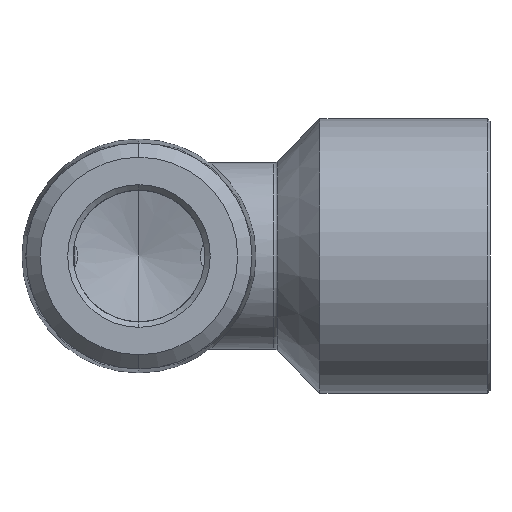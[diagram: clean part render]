
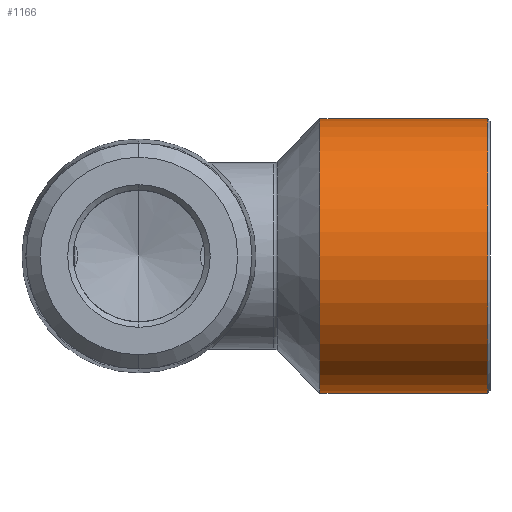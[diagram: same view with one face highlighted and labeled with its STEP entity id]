
A CAD part, front view. The second image highlights one B-rep face of the part: STEP entity #1166.
In plain terms, the highlighted cylindrical face has radius 12.5 mm (diameter 25 mm), a partial arc.
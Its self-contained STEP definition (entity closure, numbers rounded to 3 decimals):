
#56 = CARTESIAN_POINT ( 'NONE',  ( -4.963, 0., -12.5 ) ) ;
#57 = DIRECTION ( 'NONE',  ( -1., 0., 0. ) ) ;
#61 = CARTESIAN_POINT ( 'NONE',  ( -4.963, 0., 12.5 ) ) ;
#62 = DIRECTION ( 'NONE',  ( -1., 0., 0. ) ) ;
#154 = CARTESIAN_POINT ( 'NONE',  ( 16.5, 0., 0. ) ) ;
#155 = DIRECTION ( 'NONE',  ( 1., 0., 0. ) ) ;
#156 = DIRECTION ( 'NONE',  ( 0., 0., -1. ) ) ;
#168 = CARTESIAN_POINT ( 'NONE',  ( 31.8, 0., 0. ) ) ;
#169 = DIRECTION ( 'NONE',  ( -1., 0., 0. ) ) ;
#170 = DIRECTION ( 'NONE',  ( 0., 0., 1. ) ) ;
#537 = CARTESIAN_POINT ( 'NONE',  ( -4.963, 0., 0. ) ) ;
#538 = DIRECTION ( 'NONE',  ( -1., 0., 0. ) ) ;
#539 = DIRECTION ( 'NONE',  ( 0., 0., 1. ) ) ;
#718 = VERTEX_POINT ( 'NONE', #1032 ) ;
#719 = VERTEX_POINT ( 'NONE', #1033 ) ;
#720 = VERTEX_POINT ( 'NONE', #1034 ) ;
#721 = VERTEX_POINT ( 'NONE', #1035 ) ;
#785 = EDGE_LOOP ( 'NONE', ( #1308, #1309, #1305, #1311 ) ) ;
#807 = LINE ( 'NONE', #56, #1363 ) ;
#808 = LINE ( 'NONE', #61, #1366 ) ;
#862 = FACE_OUTER_BOUND ( 'NONE', #785, .T. ) ;
#863 = CYLINDRICAL_SURFACE ( 'NONE', #1480, 12.5 ) ;
#1032 = CARTESIAN_POINT ( 'NONE',  ( 31.8, 0., -12.5 ) ) ;
#1033 = CARTESIAN_POINT ( 'NONE',  ( 31.8, 0., 12.5 ) ) ;
#1034 = CARTESIAN_POINT ( 'NONE',  ( 16.5, 0., -12.5 ) ) ;
#1035 = CARTESIAN_POINT ( 'NONE',  ( 16.5, 0., 12.5 ) ) ;
#1077 = EDGE_CURVE ( 'NONE', #718, #720, #807, .T. ) ;
#1079 = EDGE_CURVE ( 'NONE', #719, #721, #808, .T. ) ;
#1110 = EDGE_CURVE ( 'NONE', #721, #720, #1386, .T. ) ;
#1114 = EDGE_CURVE ( 'NONE', #718, #719, #1408, .T. ) ;
#1166 = ADVANCED_FACE ( 'NONE', ( #862 ), #863, .T. ) ;
#1305 = ORIENTED_EDGE ( 'NONE', *, *, #1079, .T. ) ;
#1308 = ORIENTED_EDGE ( 'NONE', *, *, #1077, .F. ) ;
#1309 = ORIENTED_EDGE ( 'NONE', *, *, #1114, .T. ) ;
#1311 = ORIENTED_EDGE ( 'NONE', *, *, #1110, .T. ) ;
#1363 = VECTOR ( 'NONE', #57, 1000. ) ;
#1366 = VECTOR ( 'NONE', #62, 1000. ) ;
#1386 = CIRCLE ( 'NONE', #1409, 12.5 ) ;
#1408 = CIRCLE ( 'NONE', #1414, 12.5 ) ;
#1409 = AXIS2_PLACEMENT_3D ( 'NONE', #154, #155, #156 ) ;
#1414 = AXIS2_PLACEMENT_3D ( 'NONE', #168, #169, #170 ) ;
#1480 = AXIS2_PLACEMENT_3D ( 'NONE', #537, #538, #539 ) ;
